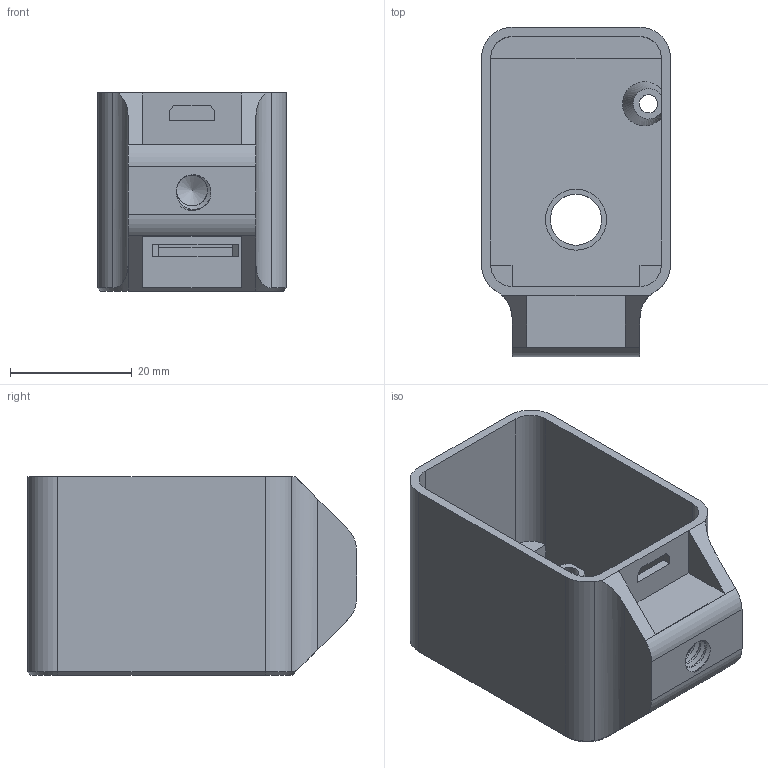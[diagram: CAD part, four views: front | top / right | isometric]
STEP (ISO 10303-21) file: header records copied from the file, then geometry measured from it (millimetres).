
FILE_DESCRIPTION( ( '' ), ' ' );
FILE_NAME( '5d0ef6efaed8a91762462463.step', '2019-06-23T03:50:08', ( '' ), ( '' ), ' ', ' ', ' ' );
FILE_SCHEMA( ( 'AUTOMOTIVE_DESIGN { 1 0 10303 214 1 1 1 1 }' ) );
Length unit declared in the file: metre
Products named in the file (1): Part 1
Bounding box: 31 x 54 x 32.5 mm (x, y, z)
Volume: 12281.8 mm3; surface area: 12485.2 mm2
Topology: 1 solids, 1 shells, 76 faces, 195 edges, 124 vertices
Faces by surface type: plane 50, cylinder 15, cone 6, bspline 5
Full cylindrical faces by diameter (mm): 8.4 x1, 10 x1
Entity records: 4467 total; most frequent: CARTESIAN_POINT 2051, ORIENTED_EDGE 374, DIRECTION 348, EDGE_CURVE 187, LINE 130, VECTOR 130, VERTEX_POINT 122, AXIS2_PLACEMENT_3D 109
